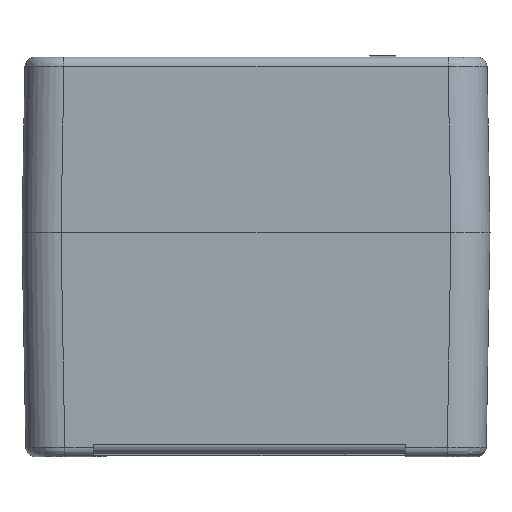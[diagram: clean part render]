
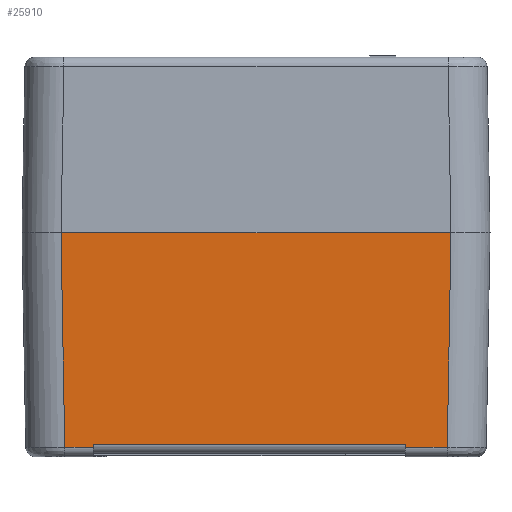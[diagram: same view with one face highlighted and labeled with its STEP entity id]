
A CAD part, left-side view. The second image highlights one B-rep face of the part: STEP entity #25910.
In plain terms, the highlighted planar face has unit normal (-1, 0, -0.018).
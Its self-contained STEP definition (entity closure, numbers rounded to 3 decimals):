
#676=LINE('',#47203,#3449);
#2875=LINE('',#53369,#5648);
#3055=LINE('',#54816,#5828);
#3059=LINE('',#54824,#5832);
#3062=LINE('',#54834,#5835);
#3079=LINE('',#54907,#5852);
#3080=LINE('',#54909,#5853);
#3081=LINE('',#54910,#5854);
#3449=VECTOR('',#29699,60.002);
#5648=VECTOR('',#34048,0.5);
#5828=VECTOR('',#34816,4.424);
#5832=VECTOR('',#34824,0.5);
#5835=VECTOR('',#34835,6.424);
#5852=VECTOR('',#34888,48.);
#5853=VECTOR('',#34891,33.036);
#5854=VECTOR('',#34892,33.036);
#7013=PLANE('',#27995);
#8672=FACE_OUTER_BOUND('',#10233,.T.);
#10233=EDGE_LOOP('',(#24313,#24314,#24315,#24316,#24317,#24318,#24319,#24320));
#11577=VERTEX_POINT('',#47197);
#11578=VERTEX_POINT('',#47201);
#13172=VERTEX_POINT('',#53366);
#13173=VERTEX_POINT('',#53368);
#13396=VERTEX_POINT('',#54808);
#13398=VERTEX_POINT('',#54814);
#13400=VERTEX_POINT('',#54822);
#13403=VERTEX_POINT('',#54832);
#14256=EDGE_CURVE('',#11577,#11578,#676,.T.);
#16688=EDGE_CURVE('',#13172,#13173,#2875,.T.);
#17053=EDGE_CURVE('',#13398,#13396,#3055,.T.);
#17058=EDGE_CURVE('',#13400,#13398,#3059,.T.);
#17063=EDGE_CURVE('',#13403,#13172,#3062,.T.);
#17088=EDGE_CURVE('',#13173,#13400,#3079,.T.);
#17089=EDGE_CURVE('',#11577,#13403,#3080,.T.);
#17090=EDGE_CURVE('',#13396,#11578,#3081,.T.);
#24313=ORIENTED_EDGE('',*,*,#17053,.F.);
#24314=ORIENTED_EDGE('',*,*,#17058,.F.);
#24315=ORIENTED_EDGE('',*,*,#17088,.F.);
#24316=ORIENTED_EDGE('',*,*,#16688,.F.);
#24317=ORIENTED_EDGE('',*,*,#17063,.F.);
#24318=ORIENTED_EDGE('',*,*,#17089,.F.);
#24319=ORIENTED_EDGE('',*,*,#14256,.T.);
#24320=ORIENTED_EDGE('',*,*,#17090,.F.);
#25910=ADVANCED_FACE('',(#8672),#7013,.T.);
#27995=AXIS2_PLACEMENT_3D('',#54908,#34889,#34890);
#29699=DIRECTION('',(0.,1.,0.));
#34048=DIRECTION('',(-0.017,0.,1.));
#34816=DIRECTION('',(0.,1.,0.));
#34824=DIRECTION('',(0.017,0.,-1.));
#34835=DIRECTION('',(0.,1.,0.));
#34888=DIRECTION('',(0.,1.,0.));
#34889=DIRECTION('center_axis',(-1.,0.,
-0.017));
#34890=DIRECTION('ref_axis',(0.017,0.,-1.));
#34891=DIRECTION('',(0.017,0.017,-1.));
#34892=DIRECTION('',(-0.017,0.017,1.));
#47197=CARTESIAN_POINT('',(-36.,-29.774,34.));
#47201=CARTESIAN_POINT('',(-36.,30.228,34.));
#47203=CARTESIAN_POINT('',(-36.,-17.773,34.));
#53366=CARTESIAN_POINT('',(-35.424,-22.773,0.974));
#53368=CARTESIAN_POINT('',(-35.432,-22.773,1.474));
#53369=CARTESIAN_POINT('',(-35.404,-22.773,-0.141));
#54808=CARTESIAN_POINT('',(-35.424,29.652,0.974));
#54814=CARTESIAN_POINT('',(-35.424,25.227,0.974));
#54816=CARTESIAN_POINT('',(-35.424,-2.374,0.974));
#54822=CARTESIAN_POINT('',(-35.432,25.227,1.474));
#54824=CARTESIAN_POINT('',(-35.407,25.227,0.008));
#54832=CARTESIAN_POINT('',(-35.424,-29.197,0.974));
#54834=CARTESIAN_POINT('',(-35.424,-32.618,0.974));
#54907=CARTESIAN_POINT('',(-35.432,-17.773,1.474));
#54908=CARTESIAN_POINT('Origin',(-35.407,-35.773,0.005));
#54909=CARTESIAN_POINT('',(-35.398,-29.171,-0.508));
#54910=CARTESIAN_POINT('',(-35.398,29.626,-0.508));
